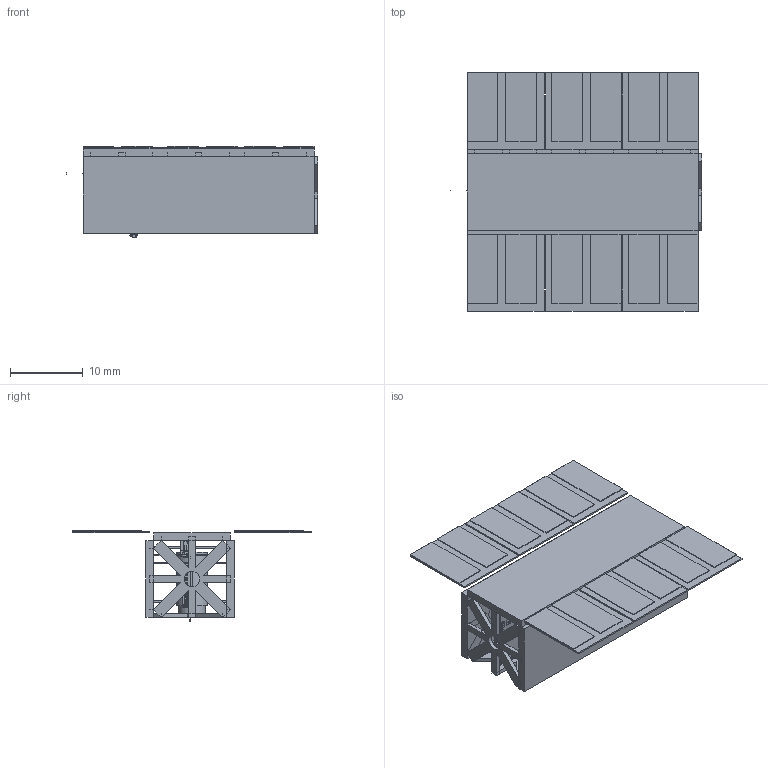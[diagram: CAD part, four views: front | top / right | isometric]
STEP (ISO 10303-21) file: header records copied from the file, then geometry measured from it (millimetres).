
FILE_DESCRIPTION(('FreeCAD Model'),'2;1');
FILE_NAME('Open CASCADE Shape Model','2025-05-07T03:43:19',('FreeCAD'),( 'FreeCAD'),'Open CASCADE STEP processor 7.6','FreeCAD','Unknown');
FILE_SCHEMA(('AUTOMOTIVE_DESIGN { 1 0 10303 214 1 1 1 1 }'));
Products named in the file (1): Open CASCADE STEP translator 7.6 1
Bounding box: 34.51 x 32.7 x 12.51 mm (x, y, z)
Volume: 2052.2 mm3; surface area: 10289.2 mm2
Topology: 127 solids, 127 shells, 6550 faces, 17539 edges, 11512 vertices
Faces by surface type: bspline 6550
Entity records: 210937 total; most frequent: CARTESIAN_POINT 105502, ORIENTED_EDGE 35050, EDGE_CURVE 17525, B_SPLINE_CURVE_WITH_KNOTS 15034, VERTEX_POINT 11512, FACE_BOUND 7131, EDGE_LOOP 7131, ADVANCED_FACE 6550
